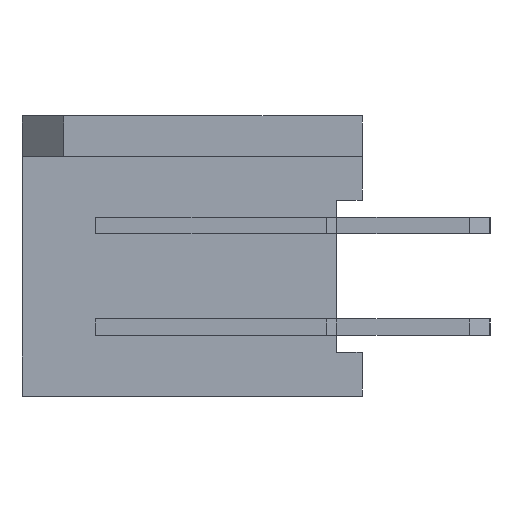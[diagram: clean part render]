
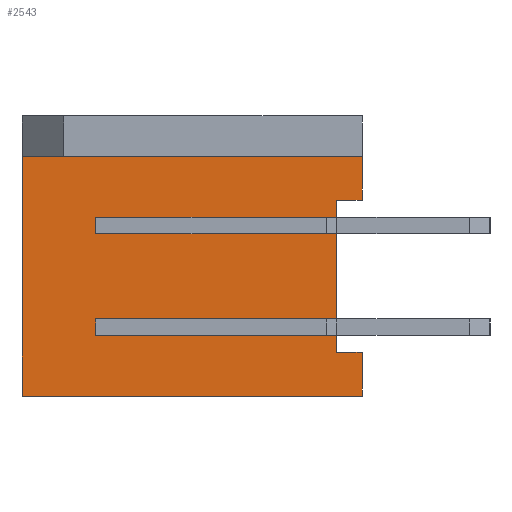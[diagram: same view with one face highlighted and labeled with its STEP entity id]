
A CAD part, left-side view. The second image highlights one B-rep face of the part: STEP entity #2543.
In plain terms, the highlighted planar face has unit normal (-1, 0, 0).
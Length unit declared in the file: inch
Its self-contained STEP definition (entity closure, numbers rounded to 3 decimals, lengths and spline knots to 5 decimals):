
#2 = DIRECTION ( 'NONE',  ( 0., 0., -1. ) ) ;
#28 = EDGE_LOOP ( 'NONE', ( #83, #1566, #1118, #1756, #2533, #1801, #715, #2379 ) ) ;
#69 = CARTESIAN_POINT ( 'NONE',  ( -0.35, 0.025, -0.075 ) ) ;
#83 = ORIENTED_EDGE ( 'NONE', *, *, #960, .T. ) ;
#256 = LINE ( 'NONE', #1617, #4034 ) ;
#299 = CARTESIAN_POINT ( 'NONE',  ( -0.35, 0.025, -0.075 ) ) ;
#344 = CARTESIAN_POINT ( 'NONE',  ( -0.35, 0., -0.075 ) ) ;
#387 = CARTESIAN_POINT ( 'NONE',  ( -0.35, 0.335, 0.118 ) ) ;
#393 = VECTOR ( 'NONE', #1042, 39.37008 ) ;
#607 = EDGE_CURVE ( 'NONE', #3849, #2594, #256, .T. ) ;
#626 = CARTESIAN_POINT ( 'NONE',  ( -0.35, 0., 0.118 ) ) ;
#715 = ORIENTED_EDGE ( 'NONE', *, *, #607, .T. ) ;
#724 = DIRECTION ( 'NONE',  ( 0., 0., 1. ) ) ;
#767 = CARTESIAN_POINT ( 'NONE',  ( -0.35, 0.025, -0.075 ) ) ;
#832 = EDGE_CURVE ( 'NONE', #3448, #3849, #2314, .T. ) ;
#880 = LINE ( 'NONE', #902, #1343 ) ;
#891 = FACE_OUTER_BOUND ( 'NONE', #28, .T. ) ;
#902 = CARTESIAN_POINT ( 'NONE',  ( -0.35, 0.025, 0.075 ) ) ;
#960 = EDGE_CURVE ( 'NONE', #1516, #3030, #4180, .T. ) ;
#964 = VERTEX_POINT ( 'NONE', #1434 ) ;
#977 = CARTESIAN_POINT ( 'NONE',  ( -0.35, 0.025, 0.075 ) ) ;
#1025 = EDGE_CURVE ( 'NONE', #2594, #1516, #3226, .T. ) ;
#1042 = DIRECTION ( 'NONE',  ( 0., 0., 1. ) ) ;
#1113 = EDGE_CURVE ( 'NONE', #3448, #3175, #3117, .T. ) ;
#1118 = ORIENTED_EDGE ( 'NONE', *, *, #3809, .T. ) ;
#1146 = VECTOR ( 'NONE', #4098, 39.37008 ) ;
#1343 = VECTOR ( 'NONE', #3562, 39.37008 ) ;
#1434 = CARTESIAN_POINT ( 'NONE',  ( -0.35, 0., 0.075 ) ) ;
#1499 = LINE ( 'NONE', #3181, #1647 ) ;
#1516 = VERTEX_POINT ( 'NONE', #299 ) ;
#1566 = ORIENTED_EDGE ( 'NONE', *, *, #3250, .T. ) ;
#1617 = CARTESIAN_POINT ( 'NONE',  ( -0.35, 0., 0.118 ) ) ;
#1647 = VECTOR ( 'NONE', #3905, 39.37008 ) ;
#1742 = CARTESIAN_POINT ( 'NONE',  ( -0.35, 0.335, 0.118 ) ) ;
#1747 = DIRECTION ( 'NONE',  ( 1., 0., 0. ) ) ;
#1756 = ORIENTED_EDGE ( 'NONE', *, *, #1982, .F. ) ;
#1801 = ORIENTED_EDGE ( 'NONE', *, *, #832, .T. ) ;
#1975 = CARTESIAN_POINT ( 'NONE',  ( -0.35, 0.335, -0.118 ) ) ;
#1982 = EDGE_CURVE ( 'NONE', #3175, #3320, #3602, .T. ) ;
#2127 = AXIS2_PLACEMENT_3D ( 'NONE', #387, #1747, #2 ) ;
#2314 = LINE ( 'NONE', #1975, #1146 ) ;
#2379 = ORIENTED_EDGE ( 'NONE', *, *, #1025, .T. ) ;
#2416 = CARTESIAN_POINT ( 'NONE',  ( -0.35, 0.335, -0.118 ) ) ;
#2533 = ORIENTED_EDGE ( 'NONE', *, *, #1113, .F. ) ;
#2543 = ADVANCED_FACE ( 'NONE', ( #891 ), #3625, .F. ) ;
#2594 = VERTEX_POINT ( 'NONE', #344 ) ;
#2842 = VECTOR ( 'NONE', #3286, 39.37008 ) ;
#3030 = VERTEX_POINT ( 'NONE', #977 ) ;
#3117 = LINE ( 'NONE', #3375, #3416 ) ;
#3175 = VERTEX_POINT ( 'NONE', #1742 ) ;
#3181 = CARTESIAN_POINT ( 'NONE',  ( -0.35, 0., 0.118 ) ) ;
#3226 = LINE ( 'NONE', #767, #4278 ) ;
#3250 = EDGE_CURVE ( 'NONE', #3030, #964, #880, .T. ) ;
#3286 = DIRECTION ( 'NONE',  ( 0., -1., 0. ) ) ;
#3320 = VERTEX_POINT ( 'NONE', #626 ) ;
#3375 = CARTESIAN_POINT ( 'NONE',  ( -0.35, 0.335, 0.118 ) ) ;
#3416 = VECTOR ( 'NONE', #724, 39.37008 ) ;
#3448 = VERTEX_POINT ( 'NONE', #2416 ) ;
#3562 = DIRECTION ( 'NONE',  ( 0., -1., 0. ) ) ;
#3602 = LINE ( 'NONE', #3983, #2842 ) ;
#3619 = DIRECTION ( 'NONE',  ( 0., 0., 1. ) ) ;
#3625 = PLANE ( 'NONE',  #2127 ) ;
#3809 = EDGE_CURVE ( 'NONE', #964, #3320, #1499, .T. ) ;
#3849 = VERTEX_POINT ( 'NONE', #3926 ) ;
#3899 = DIRECTION ( 'NONE',  ( 0., 1., 0. ) ) ;
#3905 = DIRECTION ( 'NONE',  ( 0., 0., 1. ) ) ;
#3926 = CARTESIAN_POINT ( 'NONE',  ( -0.35, 0., -0.118 ) ) ;
#3983 = CARTESIAN_POINT ( 'NONE',  ( -0.35, 0.335, 0.118 ) ) ;
#4034 = VECTOR ( 'NONE', #3619, 39.37008 ) ;
#4098 = DIRECTION ( 'NONE',  ( 0., -1., 0. ) ) ;
#4180 = LINE ( 'NONE', #69, #393 ) ;
#4278 = VECTOR ( 'NONE', #3899, 39.37008 ) ;
